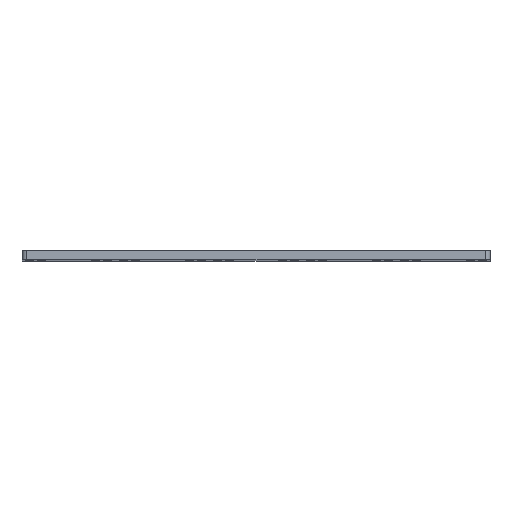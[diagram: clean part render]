
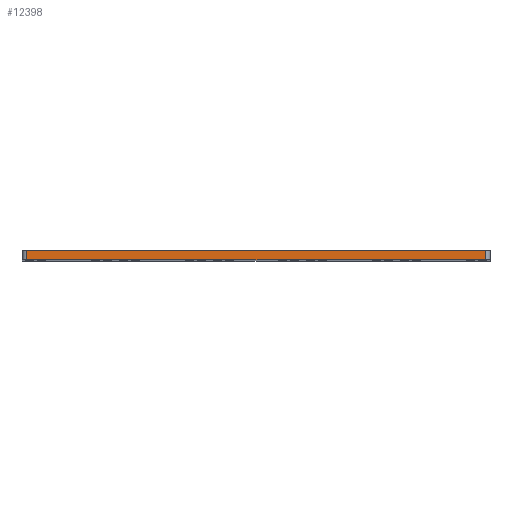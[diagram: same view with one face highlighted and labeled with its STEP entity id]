
A CAD part, top view. The second image highlights one B-rep face of the part: STEP entity #12398.
In plain terms, the highlighted planar face has unit normal (0, 0, 1).
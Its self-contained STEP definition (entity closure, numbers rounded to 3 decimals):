
#2304=FACE_OUTER_BOUND('',#3284,.T.);
#3284=EDGE_LOOP('',(#10079,#10080,#10081,#10082));
#4571=LINE('',#19634,#5491);
#4581=LINE('',#19655,#5501);
#4582=LINE('',#19657,#5502);
#4583=LINE('',#19658,#5503);
#5491=VECTOR('',#15854,10.);
#5501=VECTOR('',#15874,10.);
#5502=VECTOR('',#15875,10.);
#5503=VECTOR('',#15876,10.);
#6579=VERTEX_POINT('',#19616);
#6586=VERTEX_POINT('',#19632);
#6592=VERTEX_POINT('',#19654);
#6593=VERTEX_POINT('',#19656);
#7872=EDGE_CURVE('',#6579,#6586,#4571,.T.);
#7882=EDGE_CURVE('',#6592,#6586,#4581,.T.);
#7883=EDGE_CURVE('',#6593,#6592,#4582,.T.);
#7884=EDGE_CURVE('',#6579,#6593,#4583,.T.);
#10079=ORIENTED_EDGE('',*,*,#7872,.T.);
#10080=ORIENTED_EDGE('',*,*,#7882,.F.);
#10081=ORIENTED_EDGE('',*,*,#7883,.F.);
#10082=ORIENTED_EDGE('',*,*,#7884,.F.);
#12165=PLANE('',#13373);
#12398=ADVANCED_FACE('',(#2304),#12165,.T.);
#13373=AXIS2_PLACEMENT_3D('',#19653,#15872,#15873);
#15854=DIRECTION('',(-1.,0.,0.));
#15872=DIRECTION('center_axis',(0.,0.,1.));
#15873=DIRECTION('ref_axis',(1.,0.,0.));
#15874=DIRECTION('',(0.,1.,0.));
#15875=DIRECTION('',(-1.,0.,0.));
#15876=DIRECTION('',(0.,-1.,0.));
#19616=CARTESIAN_POINT('',(22.5,4.933,25.));
#19632=CARTESIAN_POINT('',(-222.5,4.933,25.));
#19634=CARTESIAN_POINT('',(-37.5,4.933,25.));
#19653=CARTESIAN_POINT('Origin',(-25.,0.,25.));
#19654=CARTESIAN_POINT('',(-222.5,0.,25.));
#19655=CARTESIAN_POINT('',(-222.5,0.,25.));
#19656=CARTESIAN_POINT('',(22.5,0.,25.));
#19657=CARTESIAN_POINT('',(-175.,0.,25.));
#19658=CARTESIAN_POINT('',(22.5,0.,25.));
